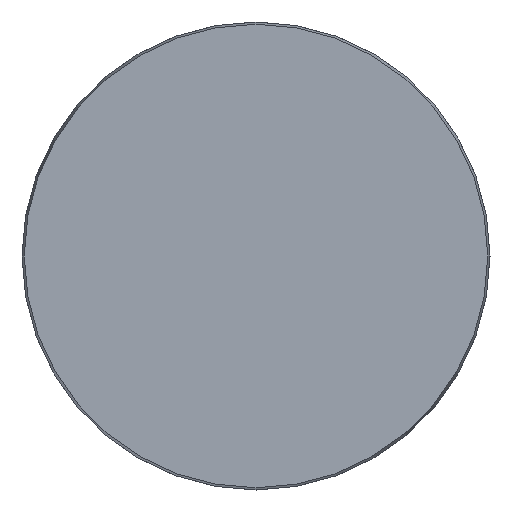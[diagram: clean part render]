
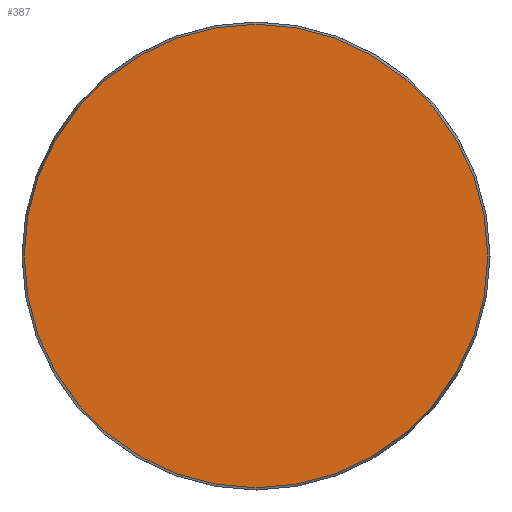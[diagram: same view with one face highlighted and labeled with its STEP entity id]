
A CAD part, front view. The second image highlights one B-rep face of the part: STEP entity #387.
In plain terms, the highlighted planar face has unit normal (0, -1, 0).
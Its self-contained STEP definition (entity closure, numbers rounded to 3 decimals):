
#74 = EDGE_CURVE ( 'NONE', #425, #425, #568, .T. ) ;
#169 = DIRECTION ( 'NONE',  ( 0., 0., -1. ) ) ;
#204 = AXIS2_PLACEMENT_3D ( 'NONE', #433, #663, #169 ) ;
#251 = EDGE_LOOP ( 'NONE', ( #310 ) ) ;
#310 = ORIENTED_EDGE ( 'NONE', *, *, #74, .T. ) ;
#387 = ADVANCED_FACE ( 'NONE', ( #388 ), #481, .F. ) ;
#388 = FACE_OUTER_BOUND ( 'NONE', #251, .T. ) ;
#425 = VERTEX_POINT ( 'NONE', #501 ) ;
#431 = AXIS2_PLACEMENT_3D ( 'NONE', #484, #611, #733 ) ;
#433 = CARTESIAN_POINT ( 'NONE',  ( 0., 0., 0. ) ) ;
#481 = PLANE ( 'NONE',  #431 ) ;
#484 = CARTESIAN_POINT ( 'NONE',  ( -58.425, 0., 0. ) ) ;
#501 = CARTESIAN_POINT ( 'NONE',  ( 0., 0., -58.425 ) ) ;
#568 = CIRCLE ( 'NONE', #204, 58.425 ) ;
#611 = DIRECTION ( 'NONE',  ( 0., 1., 0. ) ) ;
#663 = DIRECTION ( 'NONE',  ( 0., -1., 0. ) ) ;
#733 = DIRECTION ( 'NONE',  ( 0., 0., 1. ) ) ;
